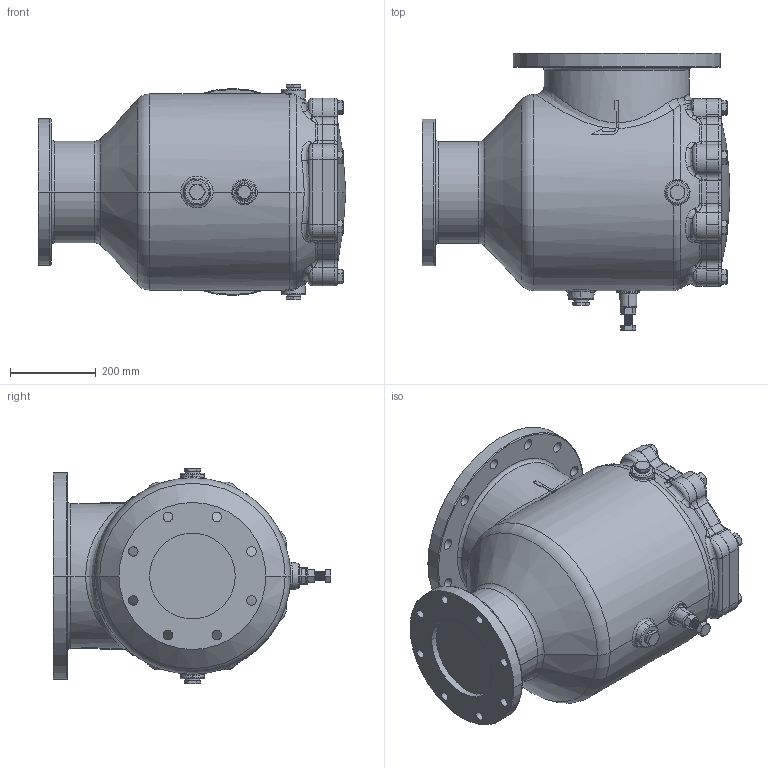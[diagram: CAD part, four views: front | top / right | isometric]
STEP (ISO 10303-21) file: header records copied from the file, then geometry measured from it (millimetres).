
FILE_DESCRIPTION (( 'STEP AP214' ), '1' );
FILE_NAME ('SD-12in_8in-125Lb.STEP', '2017-09-14T20:25:12', ( '' ), ( '' ), 'SwSTEP 2.0', 'SolidWorks 2013', '' );
FILE_SCHEMA (( 'AUTOMOTIVE_DESIGN' ));
Length unit declared in the file: inch
Products named in the file (3): X1SD-12in_8in-125Lb; SD-12in_8in-125Lb
Assembly tree (2 placements, depth 2):
  SD-12in_8in-125Lb
    SD-12in_8in-125Lb
    X1SD-12in_8in-125Lb
Bounding box: 717.68 x 648 x 504 mm (x, y, z)
Volume: 103642199.6 mm3; surface area: 1990623.1 mm2
Topology: 2 solids, 12 shells, 1059 faces, 2713 edges, 1702 vertices
Faces by surface type: cylinder 515, plane 196, cone 133, bspline 122, torus 87, sphere 6
Entity records: 100822 total; most frequent: CARTESIAN_POINT 77635, ORIENTED_EDGE 5410, DIRECTION 4328, EDGE_CURVE 2705, AXIS2_PLACEMENT_3D 1757, VERTEX_POINT 1702, EDGE_LOOP 1147, ADVANCED_FACE 1059
